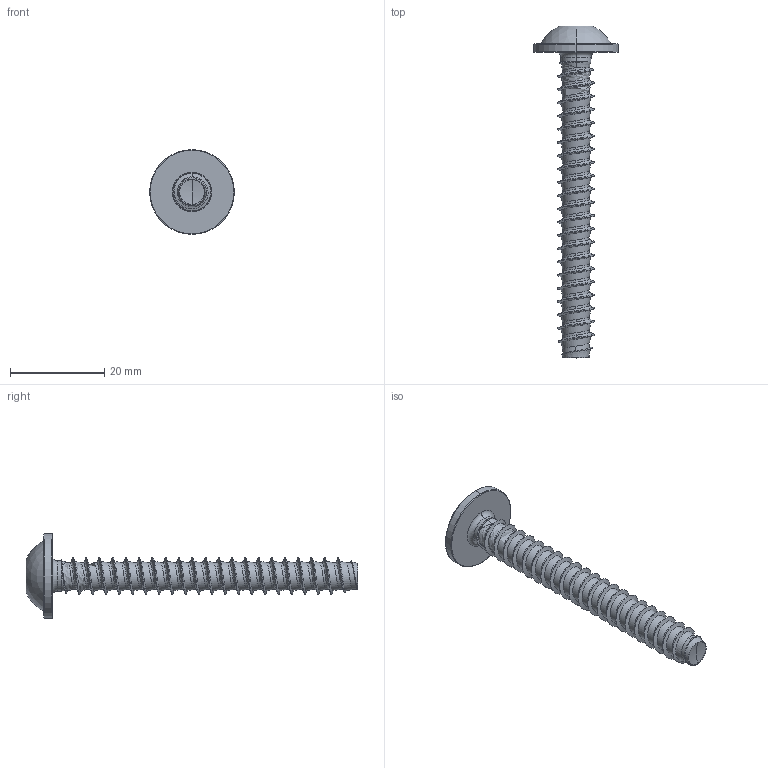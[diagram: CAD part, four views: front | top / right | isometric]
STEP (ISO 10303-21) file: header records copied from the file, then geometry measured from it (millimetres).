
FILE_DESCRIPTION (( 'STEP AP203' ), '1' );
FILE_NAME ('STP380800650.STEP', '2017-08-15T18:28:52', ( '' ), ( '' ), 'SwSTEP 2.0', 'SolidWorks 2015', '' );
FILE_SCHEMA (( 'CONFIG_CONTROL_DESIGN' ));
Length unit declared in the file: millimetre
Products named in the file (1): STP380800650
Bounding box: 18 x 70.6 x 18 mm (x, y, z)
Volume: 2753.1 mm3; surface area: 2655 mm2
Topology: 1 solids, 1 shells, 130 faces, 334 edges, 207 vertices
Faces by surface type: cylinder 69, bspline 35, cone 11, torus 8, sphere 4, plane 3
Entity records: 38294 total; most frequent: CARTESIAN_POINT 35561, ORIENTED_EDGE 664, DIRECTION 412, EDGE_CURVE 332, VERTEX_POINT 207, AXIS2_PLACEMENT_3D 164, B_SPLINE_CURVE_WITH_KNOTS 136, EDGE_LOOP 133
